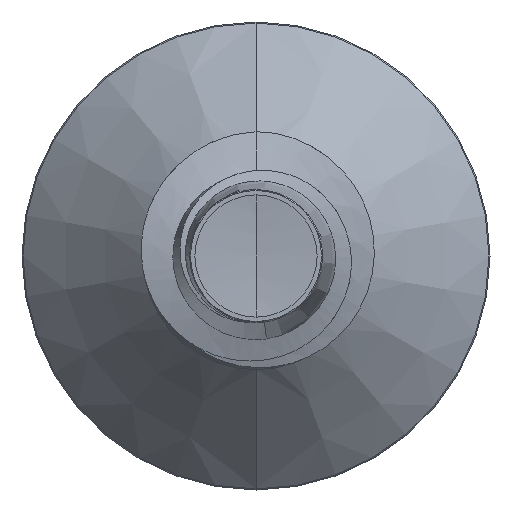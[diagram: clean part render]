
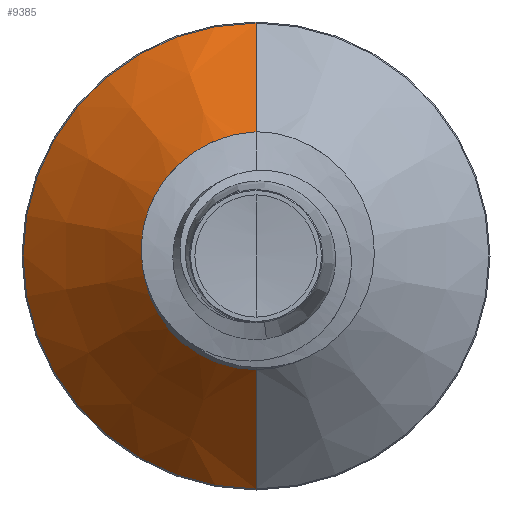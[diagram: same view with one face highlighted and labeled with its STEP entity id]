
A CAD part, front view. The second image highlights one B-rep face of the part: STEP entity #9385.
In plain terms, the highlighted conical face has half-angle 45 degrees and reference radius 2.744 mm.
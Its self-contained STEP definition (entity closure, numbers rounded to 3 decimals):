
#312 = CARTESIAN_POINT ( 'NONE',  ( 0., 2.245, 0. ) ) ;
#329 = DIRECTION ( 'NONE',  ( 0., 1., 0. ) ) ;
#381 = DIRECTION ( 'NONE',  ( 0., 0., 1. ) ) ;
#1002 = DIRECTION ( 'NONE',  ( 0., 0.707, -0.707 ) ) ;
#1091 = CARTESIAN_POINT ( 'NONE',  ( 0., 2.245, -2.745 ) ) ;
#1621 = VERTEX_POINT ( 'NONE', #5701 ) ;
#1699 = VERTEX_POINT ( 'NONE', #5316 ) ;
#2206 = ORIENTED_EDGE ( 'NONE', *, *, #6573, .T. ) ;
#2252 = DIRECTION ( 'NONE',  ( 0., 0., 1. ) ) ;
#2265 = DIRECTION ( 'NONE',  ( 0., 1., 0. ) ) ;
#2268 = CARTESIAN_POINT ( 'NONE',  ( 0., 2.245, 0. ) ) ;
#2280 = CARTESIAN_POINT ( 'NONE',  ( 0., 5.124, -5.624 ) ) ;
#2463 = VERTEX_POINT ( 'NONE', #6160 ) ;
#2529 = VECTOR ( 'NONE', #1002, 1000. ) ;
#2733 = AXIS2_PLACEMENT_3D ( 'NONE', #2268, #2265, #2252 ) ;
#3614 = EDGE_CURVE ( 'NONE', #1699, #6620, #4492, .T. ) ;
#4288 = EDGE_CURVE ( 'NONE', #6620, #1621, #7333, .T. ) ;
#4492 = LINE ( 'NONE', #1091, #2529 ) ;
#4742 = VECTOR ( 'NONE', #5123, 1000. ) ;
#5123 = DIRECTION ( 'NONE',  ( 0., 0.707, 0.707 ) ) ;
#5126 = CARTESIAN_POINT ( 'NONE',  ( 0., 2.245, 2.745 ) ) ;
#5316 = CARTESIAN_POINT ( 'NONE',  ( 0., 2.245, -2.745 ) ) ;
#5493 = ORIENTED_EDGE ( 'NONE', *, *, #3614, .F. ) ;
#5701 = CARTESIAN_POINT ( 'NONE',  ( 0., 5.124, 5.624 ) ) ;
#5821 = FACE_OUTER_BOUND ( 'NONE', #8746, .T. ) ;
#6097 = DIRECTION ( 'NONE',  ( 0., 1., 0. ) ) ;
#6110 = CARTESIAN_POINT ( 'NONE',  ( 0., 5.124, 0. ) ) ;
#6160 = CARTESIAN_POINT ( 'NONE',  ( 0., 2.245, 2.745 ) ) ;
#6325 = DIRECTION ( 'NONE',  ( 0., 0., 1. ) ) ;
#6573 = EDGE_CURVE ( 'NONE', #1699, #2463, #9378, .T. ) ;
#6620 = VERTEX_POINT ( 'NONE', #2280 ) ;
#6790 = LINE ( 'NONE', #5126, #4742 ) ;
#7295 = CONICAL_SURFACE ( 'NONE', #9493, 2.745, 0.785 ) ;
#7333 = CIRCLE ( 'NONE', #9553, 5.624 ) ;
#7368 = ORIENTED_EDGE ( 'NONE', *, *, #4288, .F. ) ;
#7576 = EDGE_CURVE ( 'NONE', #2463, #1621, #6790, .T. ) ;
#8451 = ORIENTED_EDGE ( 'NONE', *, *, #7576, .T. ) ;
#8746 = EDGE_LOOP ( 'NONE', ( #5493, #2206, #8451, #7368 ) ) ;
#9378 = CIRCLE ( 'NONE', #2733, 2.745 ) ;
#9385 = ADVANCED_FACE ( 'NONE', ( #5821 ), #7295, .T. ) ;
#9493 = AXIS2_PLACEMENT_3D ( 'NONE', #312, #329, #381 ) ;
#9553 = AXIS2_PLACEMENT_3D ( 'NONE', #6110, #6097, #6325 ) ;
